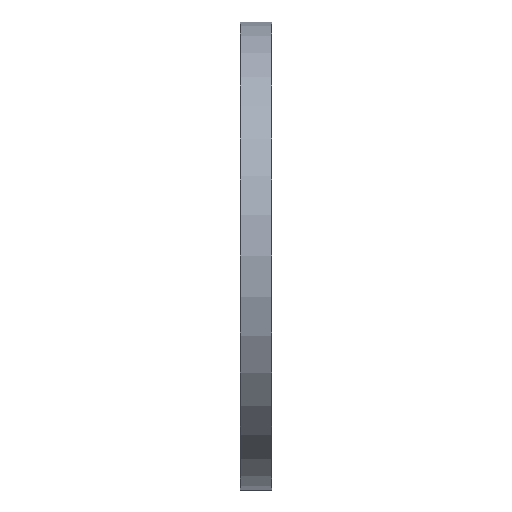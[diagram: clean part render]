
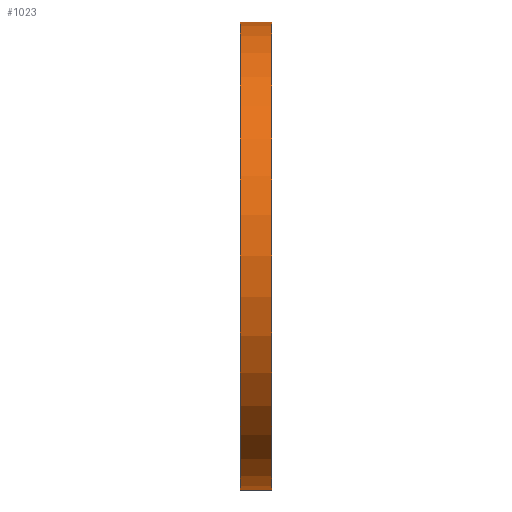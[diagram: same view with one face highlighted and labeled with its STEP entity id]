
A CAD part, left-side view. The second image highlights one B-rep face of the part: STEP entity #1023.
In plain terms, the highlighted cylindrical face has radius 75 mm (diameter 150 mm), a partial arc.
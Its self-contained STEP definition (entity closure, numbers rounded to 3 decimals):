
#96 = AXIS2_PLACEMENT_3D ( 'NONE', #1433, #674, #1978 ) ;
#147 = EDGE_CURVE ( 'NONE', #149, #1509, #525, .T. ) ;
#149 = VERTEX_POINT ( 'NONE', #2195 ) ;
#160 = DIRECTION ( 'NONE',  ( 0., 1., 0. ) ) ;
#176 = ORIENTED_EDGE ( 'NONE', *, *, #147, .F. ) ;
#180 = DIRECTION ( 'NONE',  ( 0., 1., 0. ) ) ;
#301 = VERTEX_POINT ( 'NONE', #1308 ) ;
#312 = DIRECTION ( 'NONE',  ( 0., 1., 0. ) ) ;
#443 = CARTESIAN_POINT ( 'NONE',  ( 0., 0., -75. ) ) ;
#525 = CIRCLE ( 'NONE', #96, 75. ) ;
#674 = DIRECTION ( 'NONE',  ( 0., 1., 0. ) ) ;
#705 = FACE_OUTER_BOUND ( 'NONE', #2278, .T. ) ;
#708 = CARTESIAN_POINT ( 'NONE',  ( 0., 0., 0. ) ) ;
#863 = AXIS2_PLACEMENT_3D ( 'NONE', #708, #160, #1633 ) ;
#889 = CARTESIAN_POINT ( 'NONE',  ( 0., 51.274, 75. ) ) ;
#926 = VERTEX_POINT ( 'NONE', #443 ) ;
#1023 = ADVANCED_FACE ( 'NONE', ( #705 ), #2259, .T. ) ;
#1052 = CIRCLE ( 'NONE', #863, 75. ) ;
#1056 = ORIENTED_EDGE ( 'NONE', *, *, #2347, .T. ) ;
#1197 = CARTESIAN_POINT ( 'NONE',  ( 0., 51.274, 0. ) ) ;
#1208 = DIRECTION ( 'NONE',  ( 0., 0., 1. ) ) ;
#1275 = ORIENTED_EDGE ( 'NONE', *, *, #2039, .F. ) ;
#1308 = CARTESIAN_POINT ( 'NONE',  ( 0., 0., 75. ) ) ;
#1380 = CARTESIAN_POINT ( 'NONE',  ( 0., 51.274, -75. ) ) ;
#1433 = CARTESIAN_POINT ( 'NONE',  ( 0., 10., 0. ) ) ;
#1438 = CARTESIAN_POINT ( 'NONE',  ( 0., 10., 75. ) ) ;
#1509 = VERTEX_POINT ( 'NONE', #1438 ) ;
#1633 = DIRECTION ( 'NONE',  ( 0., 0., 1. ) ) ;
#1664 = VECTOR ( 'NONE', #1748, 1000. ) ;
#1706 = AXIS2_PLACEMENT_3D ( 'NONE', #1197, #312, #1208 ) ;
#1748 = DIRECTION ( 'NONE',  ( 0., 1., 0. ) ) ;
#1978 = DIRECTION ( 'NONE',  ( 0., 0., 1. ) ) ;
#2039 = EDGE_CURVE ( 'NONE', #926, #149, #2170, .T. ) ;
#2144 = VECTOR ( 'NONE', #180, 1000. ) ;
#2165 = ORIENTED_EDGE ( 'NONE', *, *, #2370, .T. ) ;
#2170 = LINE ( 'NONE', #1380, #1664 ) ;
#2195 = CARTESIAN_POINT ( 'NONE',  ( 0., 10., -75. ) ) ;
#2251 = LINE ( 'NONE', #889, #2144 ) ;
#2259 = CYLINDRICAL_SURFACE ( 'NONE', #1706, 75. ) ;
#2278 = EDGE_LOOP ( 'NONE', ( #1275, #1056, #2165, #176 ) ) ;
#2347 = EDGE_CURVE ( 'NONE', #926, #301, #1052, .T. ) ;
#2370 = EDGE_CURVE ( 'NONE', #301, #1509, #2251, .T. ) ;
